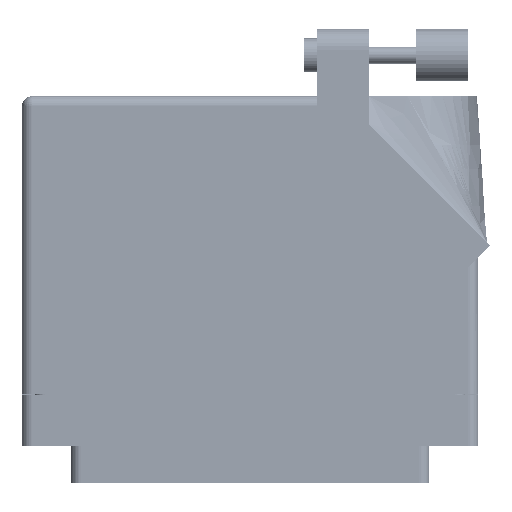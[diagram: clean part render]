
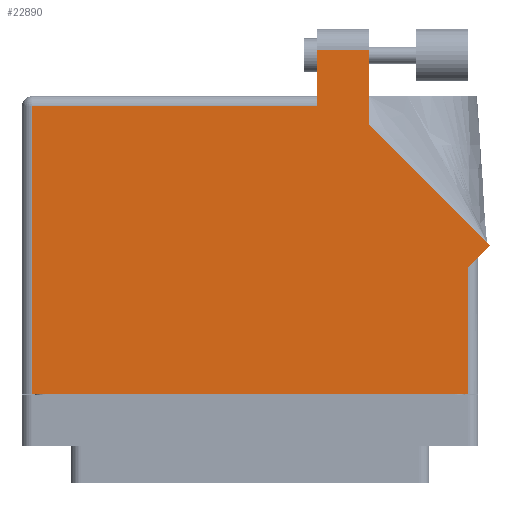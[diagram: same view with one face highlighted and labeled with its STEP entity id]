
A CAD part, front view. The second image highlights one B-rep face of the part: STEP entity #22890.
In plain terms, the highlighted face is planar.
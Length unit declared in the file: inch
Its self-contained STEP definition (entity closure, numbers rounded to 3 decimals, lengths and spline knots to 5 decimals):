
#346 = AXIS2_PLACEMENT_3D ( 'NONE', #70087, #59010, #26554 ) ;
#367 = CARTESIAN_POINT ( 'NONE',  ( 1.359, 0.715, 0.617 ) ) ;
#1008 = VERTEX_POINT ( 'NONE', #2251 ) ;
#1258 = VECTOR ( 'NONE', #23345, 39.37008 ) ;
#2251 = CARTESIAN_POINT ( 'NONE',  ( 1.297, 0.653, 0.617 ) ) ;
#3323 = VERTEX_POINT ( 'NONE', #58355 ) ;
#4488 = EDGE_CURVE ( 'NONE', #8189, #30030, #8868, .T. ) ;
#4543 = LINE ( 'NONE', #25797, #46906 ) ;
#6961 = DIRECTION ( 'NONE',  ( 0., 1., 0. ) ) ;
#8189 = VERTEX_POINT ( 'NONE', #17445 ) ;
#8868 = LINE ( 'NONE', #43408, #14827 ) ;
#10897 = VECTOR ( 'NONE', #67802, 39.37008 ) ;
#13092 = VERTEX_POINT ( 'NONE', #56292 ) ;
#14504 = CARTESIAN_POINT ( 'NONE',  ( -1.359, 1.613, 0.617 ) ) ;
#14827 = VECTOR ( 'NONE', #23338, 39.37008 ) ;
#14923 = CARTESIAN_POINT ( 'NONE',  ( 0.706, 1.50942, 0.617 ) ) ;
#15126 = LINE ( 'NONE', #62586, #10897 ) ;
#17445 = CARTESIAN_POINT ( 'NONE',  ( -1.297, -0.1, 0.617 ) ) ;
#17731 = CARTESIAN_POINT ( 'NONE',  ( 1.42971, 0.78571, 0.617 ) ) ;
#18314 = EDGE_CURVE ( 'NONE', #3323, #13092, #54860, .T. ) ;
#19645 = CARTESIAN_POINT ( 'NONE',  ( 0.706, 1.50942, 0.617 ) ) ;
#21157 = EDGE_CURVE ( 'NONE', #13092, #22052, #52632, .T. ) ;
#22052 = VERTEX_POINT ( 'NONE', #55795 ) ;
#22450 = VERTEX_POINT ( 'NONE', #27556 ) ;
#22890 = ADVANCED_FACE ( 'NONE', ( #66971 ), #68697, .F. ) ;
#23338 = DIRECTION ( 'NONE',  ( 1., 0., 0. ) ) ;
#23345 = DIRECTION ( 'NONE',  ( 0., -1., 0. ) ) ;
#24476 = LINE ( 'NONE', #367, #40587 ) ;
#24674 = ORIENTED_EDGE ( 'NONE', *, *, #41758, .T. ) ;
#25448 = DIRECTION ( 'NONE',  ( -1., 0., 0. ) ) ;
#25797 = CARTESIAN_POINT ( 'NONE',  ( 0.399, 1.95, 0.617 ) ) ;
#25906 = EDGE_CURVE ( 'NONE', #1008, #69671, #24476, .T. ) ;
#26554 = DIRECTION ( 'NONE',  ( -1., 0., 0. ) ) ;
#27556 = CARTESIAN_POINT ( 'NONE',  ( 0.706, 1.95, 0.617 ) ) ;
#27617 = CARTESIAN_POINT ( 'NONE',  ( 1.297, -0.1, 0.617 ) ) ;
#28132 = VECTOR ( 'NONE', #6961, 39.37008 ) ;
#28249 = EDGE_CURVE ( 'NONE', #22450, #3323, #4543, .T. ) ;
#29418 = VECTOR ( 'NONE', #61073, 39.37008 ) ;
#30030 = VERTEX_POINT ( 'NONE', #27617 ) ;
#32984 = CARTESIAN_POINT ( 'NONE',  ( 1.42971, 0.78571, 0.617 ) ) ;
#34489 = ORIENTED_EDGE ( 'NONE', *, *, #21157, .T. ) ;
#34702 = VECTOR ( 'NONE', #68963, 39.37008 ) ;
#34720 = CARTESIAN_POINT ( 'NONE',  ( 0.399, 1.675, 0.617 ) ) ;
#35801 = VECTOR ( 'NONE', #25448, 39.37008 ) ;
#36936 = ORIENTED_EDGE ( 'NONE', *, *, #28249, .T. ) ;
#37128 = VERTEX_POINT ( 'NONE', #19645 ) ;
#38736 = ORIENTED_EDGE ( 'NONE', *, *, #57272, .T. ) ;
#39389 = ORIENTED_EDGE ( 'NONE', *, *, #4488, .T. ) ;
#40042 = LINE ( 'NONE', #43501, #28132 ) ;
#40587 = VECTOR ( 'NONE', #43800, 39.37008 ) ;
#41758 = EDGE_CURVE ( 'NONE', #22052, #8189, #15126, .T. ) ;
#43408 = CARTESIAN_POINT ( 'NONE',  ( -1.359, -0.1, 0.617 ) ) ;
#43501 = CARTESIAN_POINT ( 'NONE',  ( 1.297, 0.715, 0.617 ) ) ;
#43746 = LINE ( 'NONE', #17731, #29418 ) ;
#43800 = DIRECTION ( 'NONE',  ( 0.707, 0.707, 0. ) ) ;
#46906 = VECTOR ( 'NONE', #53024, 39.37008 ) ;
#47170 = EDGE_LOOP ( 'NONE', ( #54552, #36936, #60103, #34489, #24674, #39389, #47827, #49181, #38736 ) ) ;
#47827 = ORIENTED_EDGE ( 'NONE', *, *, #59882, .T. ) ;
#49181 = ORIENTED_EDGE ( 'NONE', *, *, #25906, .T. ) ;
#52632 = LINE ( 'NONE', #14504, #35801 ) ;
#53024 = DIRECTION ( 'NONE',  ( -1., 0., 0. ) ) ;
#54552 = ORIENTED_EDGE ( 'NONE', *, *, #62840, .T. ) ;
#54860 = LINE ( 'NONE', #34720, #1258 ) ;
#55795 = CARTESIAN_POINT ( 'NONE',  ( -1.297, 1.613, 0.617 ) ) ;
#56292 = CARTESIAN_POINT ( 'NONE',  ( 0.399, 1.613, 0.617 ) ) ;
#57272 = EDGE_CURVE ( 'NONE', #69671, #37128, #43746, .T. ) ;
#58355 = CARTESIAN_POINT ( 'NONE',  ( 0.399, 1.95, 0.617 ) ) ;
#59010 = DIRECTION ( 'NONE',  ( 0., 0., -1. ) ) ;
#59291 = LINE ( 'NONE', #14923, #34702 ) ;
#59882 = EDGE_CURVE ( 'NONE', #30030, #1008, #40042, .T. ) ;
#60103 = ORIENTED_EDGE ( 'NONE', *, *, #18314, .T. ) ;
#61073 = DIRECTION ( 'NONE',  ( -0.707, 0.707, 0. ) ) ;
#62586 = CARTESIAN_POINT ( 'NONE',  ( -1.297, -0.1, 0.617 ) ) ;
#62840 = EDGE_CURVE ( 'NONE', #37128, #22450, #59291, .T. ) ;
#66971 = FACE_OUTER_BOUND ( 'NONE', #47170, .T. ) ;
#67802 = DIRECTION ( 'NONE',  ( 0., -1., 0. ) ) ;
#68697 = PLANE ( 'NONE',  #346 ) ;
#68963 = DIRECTION ( 'NONE',  ( 0., 1., 0. ) ) ;
#69671 = VERTEX_POINT ( 'NONE', #32984 ) ;
#70087 = CARTESIAN_POINT ( 'NONE',  ( -1.359, 1.675, 0.617 ) ) ;
